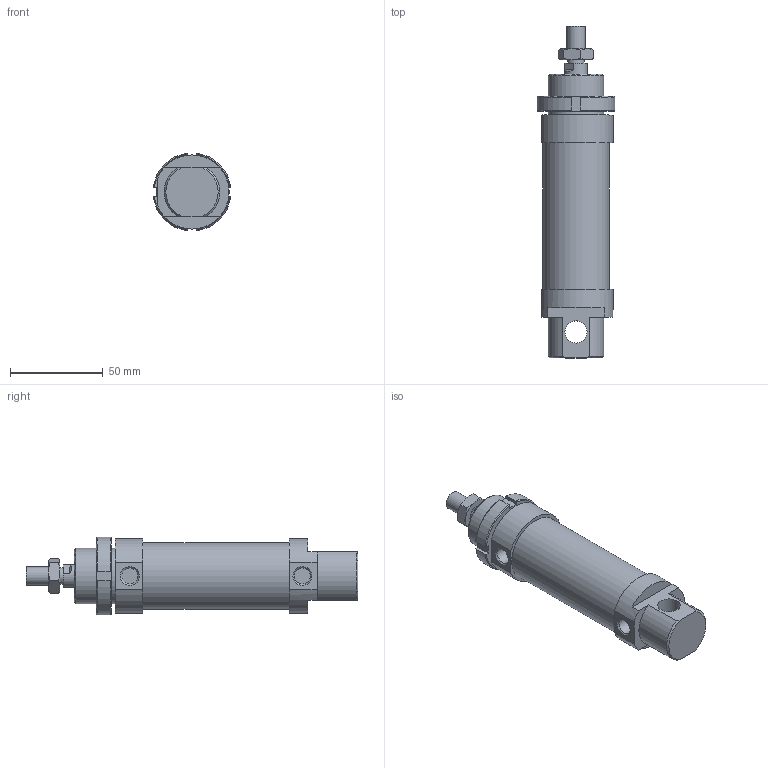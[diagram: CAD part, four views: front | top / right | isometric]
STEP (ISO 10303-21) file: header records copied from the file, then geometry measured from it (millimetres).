
FILE_DESCRIPTION( ( 'Unknown' ), '1' );
FILE_NAME( '1260_32_40.stp', 'Unknown', ( 'Unknown' ), ( 'Unknown' ), 'PSStep 17.0.49', 'Unknown', ' ' );
FILE_SCHEMA( ( 'AUTOMOTIVE_DESIGN { 1 0 10303 214 1 1 1 1 }' ) );
Length unit declared in the file: millimetre
Products named in the file (5): Assem1; S1260_32_100; 1200_32_05; 1200_32_06; C1260_32_100
Assembly tree (4 placements, depth 2):
  Assem1
    S1260_32_100
    1200_32_05
    1200_32_06
    C1260_32_100
Bounding box: 41.7 x 179 x 41.7 mm (x, y, z)
Volume: 123490.8 mm3; surface area: 37677.3 mm2
Topology: 4 solids, 4 shells, 98 faces, 224 edges, 144 vertices
Faces by surface type: plane 48, cone 29, cylinder 21
Full cylindrical faces by diameter (mm): 8.7 x2, 8.75 x1, 8.8 x1, 10 x1, 12 x3, 28.5 x1, 30 x1, 32 x2, 36 x1
Entity records: 3492 total; most frequent: CARTESIAN_POINT 499, DIRECTION 472, ORIENTED_EDGE 400, EDGE_CURVE 200, AXIS2_PLACEMENT_3D 197, VERTEX_POINT 140, EDGE_LOOP 134, FACE_OUTER_BOUND 111
